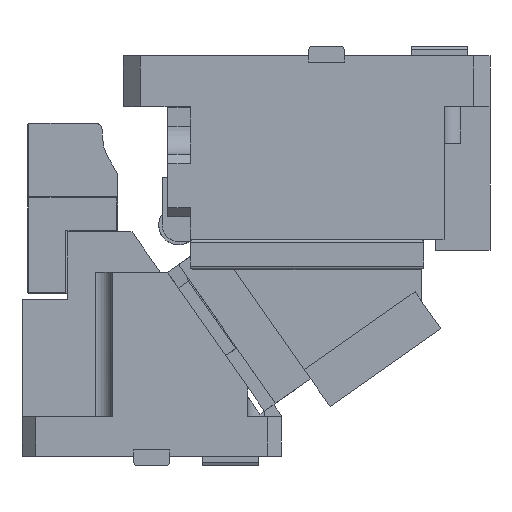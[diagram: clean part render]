
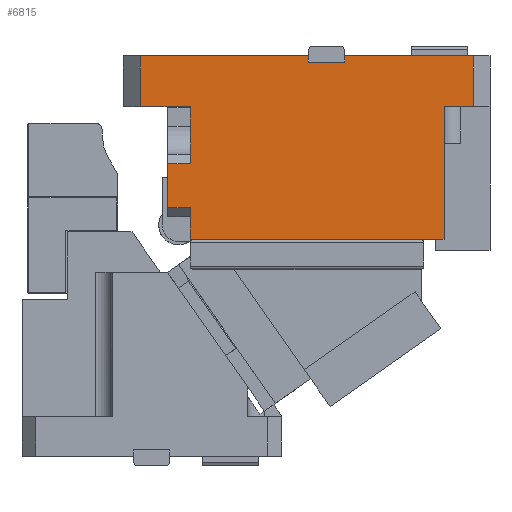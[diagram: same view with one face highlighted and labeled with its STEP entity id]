
A CAD part, front view. The second image highlights one B-rep face of the part: STEP entity #6815.
In plain terms, the highlighted planar face has unit normal (0, -1, 0).
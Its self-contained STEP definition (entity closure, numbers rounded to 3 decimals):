
#4513=CARTESIAN_POINT('Vertex',(374.256,-60.,309.998)) ;
#4516=CARTESIAN_POINT('Line Origine',(374.256,-60.,296.253)) ;
#4520=CARTESIAN_POINT('Vertex',(374.256,-60.,282.508)) ;
#4523=CARTESIAN_POINT('Line Origine',(374.256,-60.,237.508)) ;
#4527=CARTESIAN_POINT('Vertex',(374.256,-60.,192.508)) ;
#6441=CARTESIAN_POINT('Vertex',(400.,-60.,309.998)) ;
#6444=CARTESIAN_POINT('Line Origine',(387.128,-60.,309.998)) ;
#6600=CARTESIAN_POINT('Line Origine',(372.128,-60.,192.508)) ;
#6604=CARTESIAN_POINT('Vertex',(370.,-60.,192.508)) ;
#6607=CARTESIAN_POINT('Line Origine',(359.628,-60.,192.508)) ;
#6611=CARTESIAN_POINT('Vertex',(349.256,-60.,192.508)) ;
#6614=CARTESIAN_POINT('Line Origine',(249.256,-60.,192.508)) ;
#6618=CARTESIAN_POINT('Vertex',(149.256,-60.,192.508)) ;
#6668=CARTESIAN_POINT('Axis2P3D Location',(298.742,-60.,240.847)) ;
#6673=CARTESIAN_POINT('Line Origine',(343.,-60.,355.)) ;
#6677=CARTESIAN_POINT('Vertex',(286.,-60.,355.)) ;
#6679=CARTESIAN_POINT('Vertex',(400.,-60.,355.)) ;
#6682=CARTESIAN_POINT('Line Origine',(286.,-60.,352.25)) ;
#6686=CARTESIAN_POINT('Vertex',(286.,-60.,349.5)) ;
#6689=CARTESIAN_POINT('Line Origine',(270.,-60.,349.5)) ;
#6693=CARTESIAN_POINT('Vertex',(254.,-60.,349.5)) ;
#6696=CARTESIAN_POINT('Line Origine',(254.,-60.,352.25)) ;
#6700=CARTESIAN_POINT('Vertex',(254.,-60.,355.)) ;
#6703=CARTESIAN_POINT('Line Origine',(179.5,-60.,355.)) ;
#6707=CARTESIAN_POINT('Vertex',(105.,-60.,355.)) ;
#6710=CARTESIAN_POINT('Line Origine',(105.,-60.,332.5)) ;
#6714=CARTESIAN_POINT('Vertex',(105.,-60.,310.)) ;
#6717=CARTESIAN_POINT('Line Origine',(120.,-60.,310.)) ;
#6721=CARTESIAN_POINT('Vertex',(135.,-60.,310.)) ;
#6724=CARTESIAN_POINT('Line Origine',(142.128,-60.,310.)) ;
#6728=CARTESIAN_POINT('Vertex',(149.256,-60.,310.)) ;
#6731=CARTESIAN_POINT('Line Origine',(149.256,-60.,298.5)) ;
#6735=CARTESIAN_POINT('Vertex',(149.256,-60.,287.)) ;
#6738=CARTESIAN_POINT('Line Origine',(149.256,-60.,277.254)) ;
#6742=CARTESIAN_POINT('Vertex',(149.256,-60.,267.508)) ;
#6745=CARTESIAN_POINT('Line Origine',(149.256,-60.,263.508)) ;
#6749=CARTESIAN_POINT('Vertex',(149.256,-60.,259.507)) ;
#6752=CARTESIAN_POINT('Line Origine',(139.256,-60.,259.507)) ;
#6756=CARTESIAN_POINT('Vertex',(129.256,-60.,259.507)) ;
#6759=CARTESIAN_POINT('Line Origine',(129.256,-60.,240.007)) ;
#6763=CARTESIAN_POINT('Vertex',(129.256,-60.,220.507)) ;
#6766=CARTESIAN_POINT('Line Origine',(139.256,-60.,220.507)) ;
#6770=CARTESIAN_POINT('Vertex',(149.256,-60.,220.507)) ;
#6773=CARTESIAN_POINT('Line Origine',(149.256,-60.,219.008)) ;
#6777=CARTESIAN_POINT('Vertex',(149.256,-60.,217.508)) ;
#6780=CARTESIAN_POINT('Line Origine',(149.256,-60.,205.008)) ;
#6785=CARTESIAN_POINT('Line Origine',(400.,-60.,332.499)) ;
#4517=DIRECTION('Vector Direction',(0.,0.,-1.)) ;
#4524=DIRECTION('Vector Direction',(0.,0.,-1.)) ;
#6445=DIRECTION('Vector Direction',(1.,0.,0.)) ;
#6601=DIRECTION('Vector Direction',(1.,0.,0.)) ;
#6608=DIRECTION('Vector Direction',(1.,0.,0.)) ;
#6615=DIRECTION('Vector Direction',(1.,0.,0.)) ;
#6669=DIRECTION('Axis2P3D Direction',(0.,-1.,0.)) ;
#6670=DIRECTION('Axis2P3D XDirection',(1.,0.,0.)) ;
#6674=DIRECTION('Vector Direction',(1.,0.,0.)) ;
#6683=DIRECTION('Vector Direction',(0.,0.,1.)) ;
#6690=DIRECTION('Vector Direction',(-1.,0.,0.)) ;
#6697=DIRECTION('Vector Direction',(0.,0.,-1.)) ;
#6704=DIRECTION('Vector Direction',(-1.,0.,0.)) ;
#6711=DIRECTION('Vector Direction',(0.,0.,1.)) ;
#6718=DIRECTION('Vector Direction',(1.,0.,0.)) ;
#6725=DIRECTION('Vector Direction',(-1.,0.,0.)) ;
#6732=DIRECTION('Vector Direction',(0.,0.,-1.)) ;
#6739=DIRECTION('Vector Direction',(0.,0.,-1.)) ;
#6746=DIRECTION('Vector Direction',(0.,0.,1.)) ;
#6753=DIRECTION('Vector Direction',(-1.,0.,0.)) ;
#6760=DIRECTION('Vector Direction',(0.,0.,-1.)) ;
#6767=DIRECTION('Vector Direction',(1.,0.,0.)) ;
#6774=DIRECTION('Vector Direction',(0.,0.,1.)) ;
#6781=DIRECTION('Vector Direction',(0.,0.,-1.)) ;
#6786=DIRECTION('Vector Direction',(0.,0.,-1.)) ;
#6671=AXIS2_PLACEMENT_3D('Plane Axis2P3D',#6668,#6669,#6670) ;
#6791=ORIENTED_EDGE('',*,*,#6681,.F.) ;
#6792=ORIENTED_EDGE('',*,*,#6688,.F.) ;
#6793=ORIENTED_EDGE('',*,*,#6695,.T.) ;
#6794=ORIENTED_EDGE('',*,*,#6702,.F.) ;
#6795=ORIENTED_EDGE('',*,*,#6709,.T.) ;
#6796=ORIENTED_EDGE('',*,*,#6716,.T.) ;
#6797=ORIENTED_EDGE('',*,*,#6723,.T.) ;
#6798=ORIENTED_EDGE('',*,*,#6730,.F.) ;
#6799=ORIENTED_EDGE('',*,*,#6737,.T.) ;
#6800=ORIENTED_EDGE('',*,*,#6744,.T.) ;
#6801=ORIENTED_EDGE('',*,*,#6751,.F.) ;
#6802=ORIENTED_EDGE('',*,*,#6758,.F.) ;
#6803=ORIENTED_EDGE('',*,*,#6765,.T.) ;
#6804=ORIENTED_EDGE('',*,*,#6772,.F.) ;
#6805=ORIENTED_EDGE('',*,*,#6779,.F.) ;
#6806=ORIENTED_EDGE('',*,*,#6784,.T.) ;
#6807=ORIENTED_EDGE('',*,*,#6620,.T.) ;
#6808=ORIENTED_EDGE('',*,*,#6613,.T.) ;
#6809=ORIENTED_EDGE('',*,*,#6606,.T.) ;
#6810=ORIENTED_EDGE('',*,*,#4529,.F.) ;
#6811=ORIENTED_EDGE('',*,*,#4522,.F.) ;
#6812=ORIENTED_EDGE('',*,*,#6448,.T.) ;
#6813=ORIENTED_EDGE('',*,*,#6789,.F.) ;
#4518=VECTOR('Line Direction',#4517,1.) ;
#4525=VECTOR('Line Direction',#4524,1.) ;
#6446=VECTOR('Line Direction',#6445,1.) ;
#6602=VECTOR('Line Direction',#6601,1.) ;
#6609=VECTOR('Line Direction',#6608,1.) ;
#6616=VECTOR('Line Direction',#6615,1.) ;
#6675=VECTOR('Line Direction',#6674,1.) ;
#6684=VECTOR('Line Direction',#6683,1.) ;
#6691=VECTOR('Line Direction',#6690,1.) ;
#6698=VECTOR('Line Direction',#6697,1.) ;
#6705=VECTOR('Line Direction',#6704,1.) ;
#6712=VECTOR('Line Direction',#6711,1.) ;
#6719=VECTOR('Line Direction',#6718,1.) ;
#6726=VECTOR('Line Direction',#6725,1.) ;
#6733=VECTOR('Line Direction',#6732,1.) ;
#6740=VECTOR('Line Direction',#6739,1.) ;
#6747=VECTOR('Line Direction',#6746,1.) ;
#6754=VECTOR('Line Direction',#6753,1.) ;
#6761=VECTOR('Line Direction',#6760,1.) ;
#6768=VECTOR('Line Direction',#6767,1.) ;
#6775=VECTOR('Line Direction',#6774,1.) ;
#6782=VECTOR('Line Direction',#6781,1.) ;
#6787=VECTOR('Line Direction',#6786,1.) ;
#6815=ADVANCED_FACE('CAM HOLDER',(#6814),#6672,.T.) ;
#4522=EDGE_CURVE('',#4514,#4521,#4519,.T.) ;
#4529=EDGE_CURVE('',#4521,#4528,#4526,.T.) ;
#6448=EDGE_CURVE('',#4514,#6442,#6447,.T.) ;
#6606=EDGE_CURVE('',#6605,#4528,#6603,.T.) ;
#6613=EDGE_CURVE('',#6612,#6605,#6610,.T.) ;
#6620=EDGE_CURVE('',#6619,#6612,#6617,.T.) ;
#6681=EDGE_CURVE('',#6678,#6680,#6676,.T.) ;
#6688=EDGE_CURVE('',#6687,#6678,#6685,.T.) ;
#6695=EDGE_CURVE('',#6687,#6694,#6692,.T.) ;
#6702=EDGE_CURVE('',#6701,#6694,#6699,.T.) ;
#6709=EDGE_CURVE('',#6701,#6708,#6706,.T.) ;
#6716=EDGE_CURVE('',#6708,#6715,#6713,.F.) ;
#6723=EDGE_CURVE('',#6715,#6722,#6720,.T.) ;
#6730=EDGE_CURVE('',#6729,#6722,#6727,.T.) ;
#6737=EDGE_CURVE('',#6729,#6736,#6734,.T.) ;
#6744=EDGE_CURVE('',#6736,#6743,#6741,.T.) ;
#6751=EDGE_CURVE('',#6750,#6743,#6748,.T.) ;
#6758=EDGE_CURVE('',#6757,#6750,#6755,.F.) ;
#6765=EDGE_CURVE('',#6757,#6764,#6762,.T.) ;
#6772=EDGE_CURVE('',#6771,#6764,#6769,.F.) ;
#6779=EDGE_CURVE('',#6778,#6771,#6776,.T.) ;
#6784=EDGE_CURVE('',#6778,#6619,#6783,.T.) ;
#6789=EDGE_CURVE('',#6680,#6442,#6788,.T.) ;
#6790=EDGE_LOOP('',(#6791,#6792,#6793,#6794,#6795,#6796,#6797,#6798,#6799,#6800,#6801,#6802,#6803,#6804,#6805,#6806,#6807,#6808,#6809,#6810,#6811,#6812,#6813)) ;
#6814=FACE_OUTER_BOUND('',#6790,.T.) ;
#4519=LINE('Line',#4516,#4518) ;
#4526=LINE('Line',#4523,#4525) ;
#6447=LINE('Line',#6444,#6446) ;
#6603=LINE('Line',#6600,#6602) ;
#6610=LINE('Line',#6607,#6609) ;
#6617=LINE('Line',#6614,#6616) ;
#6676=LINE('Line',#6673,#6675) ;
#6685=LINE('Line',#6682,#6684) ;
#6692=LINE('Line',#6689,#6691) ;
#6699=LINE('Line',#6696,#6698) ;
#6706=LINE('Line',#6703,#6705) ;
#6713=LINE('Line',#6710,#6712) ;
#6720=LINE('Line',#6717,#6719) ;
#6727=LINE('Line',#6724,#6726) ;
#6734=LINE('Line',#6731,#6733) ;
#6741=LINE('Line',#6738,#6740) ;
#6748=LINE('Line',#6745,#6747) ;
#6755=LINE('Line',#6752,#6754) ;
#6762=LINE('Line',#6759,#6761) ;
#6769=LINE('Line',#6766,#6768) ;
#6776=LINE('Line',#6773,#6775) ;
#6783=LINE('Line',#6780,#6782) ;
#6788=LINE('Line',#6785,#6787) ;
#6672=PLANE('Plane',#6671) ;
#4514=VERTEX_POINT('',#4513) ;
#4521=VERTEX_POINT('',#4520) ;
#4528=VERTEX_POINT('',#4527) ;
#6442=VERTEX_POINT('',#6441) ;
#6605=VERTEX_POINT('',#6604) ;
#6612=VERTEX_POINT('',#6611) ;
#6619=VERTEX_POINT('',#6618) ;
#6678=VERTEX_POINT('',#6677) ;
#6680=VERTEX_POINT('',#6679) ;
#6687=VERTEX_POINT('',#6686) ;
#6694=VERTEX_POINT('',#6693) ;
#6701=VERTEX_POINT('',#6700) ;
#6708=VERTEX_POINT('',#6707) ;
#6715=VERTEX_POINT('',#6714) ;
#6722=VERTEX_POINT('',#6721) ;
#6729=VERTEX_POINT('',#6728) ;
#6736=VERTEX_POINT('',#6735) ;
#6743=VERTEX_POINT('',#6742) ;
#6750=VERTEX_POINT('',#6749) ;
#6757=VERTEX_POINT('',#6756) ;
#6764=VERTEX_POINT('',#6763) ;
#6771=VERTEX_POINT('',#6770) ;
#6778=VERTEX_POINT('',#6777) ;
